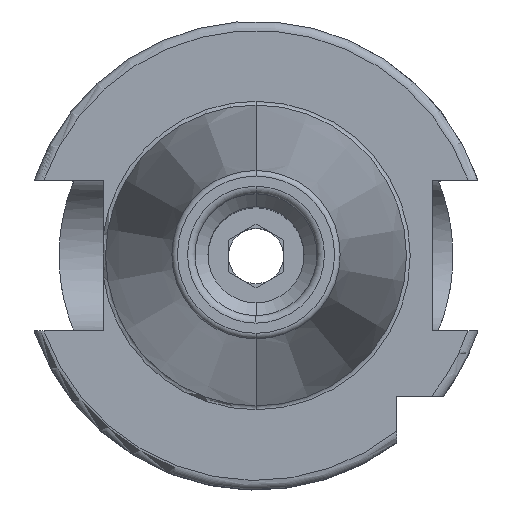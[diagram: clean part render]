
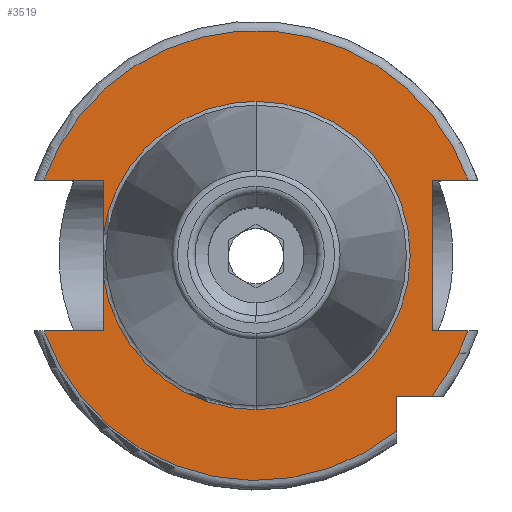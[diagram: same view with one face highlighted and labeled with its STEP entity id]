
A CAD part, top view. The second image highlights one B-rep face of the part: STEP entity #3519.
In plain terms, the highlighted planar face has unit normal (0, 0, 1).
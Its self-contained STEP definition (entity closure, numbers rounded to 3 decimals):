
#717=CARTESIAN_POINT('',(0,0,15.9));
#718=DIRECTION('',(0,0,-1));
#719=DIRECTION('',(0,1,0));
#720=AXIS2_PLACEMENT_3D('',#717,#718,#719);
#733=CARTESIAN_POINT('',(0,0,15.9));
#734=DIRECTION('',(0,0,1));
#735=DIRECTION('',(0,1,0));
#736=AXIS2_PLACEMENT_3D('',#733,#734,#735);
#748=CARTESIAN_POINT('',(0,0,15.9));
#749=DIRECTION('',(0,0,1));
#750=DIRECTION('',(-0.991,-0.135,0));
#751=AXIS2_PLACEMENT_3D('',#748,#749,#750);
#1283=CARTESIAN_POINT('',(0,0,15.9));
#1284=DIRECTION('',(0,0,1));
#1285=DIRECTION('',(0.942,0.335,0));
#1286=AXIS2_PLACEMENT_3D('',#1283,#1284,#1285);
#1334=CARTESIAN_POINT('',(0,0,15.9));
#1335=DIRECTION('',(0,0,1));
#1336=DIRECTION('',(-0.942,-0.335,0));
#1337=AXIS2_PLACEMENT_3D('',#1334,#1335,#1336);
#1350=DIRECTION('',(1,0,0));
#1351=VECTOR('',#1350,6.31);
#1352=CARTESIAN_POINT('',(-22.61,-8.05,15.9));
#1353=LINE('',#1352,#1351);
#1354=DIRECTION('',(0,1,0));
#1355=VECTOR('',#1354,5.834);
#1356=CARTESIAN_POINT('',(-16.3,-8.05,15.9));
#1357=LINE('',#1356,#1355);
#1358=DIRECTION('',(0,1,0));
#1359=VECTOR('',#1358,5.834);
#1360=CARTESIAN_POINT('',(-16.3,2.216,15.9));
#1361=LINE('',#1360,#1359);
#1362=DIRECTION('',(1,0,0));
#1363=VECTOR('',#1362,6.31);
#1364=CARTESIAN_POINT('',(-22.61,8.05,15.9));
#1365=LINE('',#1364,#1363);
#1366=DIRECTION('',(-1,0,0));
#1367=VECTOR('',#1366,3.81);
#1368=CARTESIAN_POINT('',(22.61,8.05,15.9));
#1369=LINE('',#1368,#1367);
#1370=DIRECTION('',(0,-1,0));
#1371=VECTOR('',#1370,16.1);
#1372=CARTESIAN_POINT('',(18.8,8.05,15.9));
#1373=LINE('',#1372,#1371);
#1374=DIRECTION('',(-1,0,0));
#1375=VECTOR('',#1374,3.81);
#1376=CARTESIAN_POINT('',(22.61,-8.05,15.9));
#1377=LINE('',#1376,#1375);
#1378=CARTESIAN_POINT('',(0,0,15.9));
#1379=DIRECTION('',(0,0,1));
#1380=DIRECTION('',(0.781,-0.625,0));
#1381=AXIS2_PLACEMENT_3D('',#1378,#1379,#1380);
#1383=DIRECTION('',(-1,0,0));
#1384=VECTOR('',#1383,3.735);
#1385=CARTESIAN_POINT('',(18.735,-15,15.9));
#1386=LINE('',#1385,#1384);
#1387=DIRECTION('',(0,1,0));
#1388=VECTOR('',#1387,3.735);
#1389=CARTESIAN_POINT('',(15,-18.735,15.9));
#1390=LINE('',#1389,#1388);
#1662=CARTESIAN_POINT('',(0,16.45,15.9));
#1664=VERTEX_POINT('',#1662);
#1684=CARTESIAN_POINT('',(0,-16.45,15.9));
#1686=VERTEX_POINT('',#1684);
#1774=CARTESIAN_POINT('',(-22.61,-8.05,15.9));
#1775=CARTESIAN_POINT('',(-16.3,-8.05,15.9));
#1776=VERTEX_POINT('',#1774);
#1777=VERTEX_POINT('',#1775);
#1778=CARTESIAN_POINT('',(-16.3,-2.216,15.9));
#1779=VERTEX_POINT('',#1778);
#1780=CARTESIAN_POINT('',(-16.3,2.216,15.9));
#1781=CARTESIAN_POINT('',(-16.3,8.05,15.9));
#1782=VERTEX_POINT('',#1780);
#1783=VERTEX_POINT('',#1781);
#1784=CARTESIAN_POINT('',(-22.61,8.05,15.9));
#1785=VERTEX_POINT('',#1784);
#1786=CARTESIAN_POINT('',(18.8,8.05,15.9));
#1787=CARTESIAN_POINT('',(18.8,-8.05,15.9));
#1788=VERTEX_POINT('',#1786);
#1789=VERTEX_POINT('',#1787);
#1790=CARTESIAN_POINT('',(22.61,-8.05,15.9));
#1791=VERTEX_POINT('',#1790);
#1792=CARTESIAN_POINT('',(22.61,8.05,15.9));
#1793=VERTEX_POINT('',#1792);
#1794=CARTESIAN_POINT('',(15,-18.735,15.9));
#1795=CARTESIAN_POINT('',(15,-15,15.9));
#1796=VERTEX_POINT('',#1794);
#1797=VERTEX_POINT('',#1795);
#1798=CARTESIAN_POINT('',(18.735,-15,15.9));
#1799=VERTEX_POINT('',#1798);
#3496=CARTESIAN_POINT('',(0,0,15.9));
#3497=DIRECTION('',(0,0,-1));
#3498=DIRECTION('',(0,-1,0));
#3499=AXIS2_PLACEMENT_3D('',#3496,#3497,#3498);
#3500=PLANE('',#3499);
#3501=ORIENTED_EDGE('',*,*,#2979,.T.);
#3502=ORIENTED_EDGE('',*,*,#2964,.T.);
#3503=ORIENTED_EDGE('',*,*,#2945,.T.);
#3504=ORIENTED_EDGE('',*,*,#2925,.F.);
#3505=ORIENTED_EDGE('',*,*,#2940,.T.);
#3506=ORIENTED_EDGE('',*,*,#2961,.T.);
#3507=ORIENTED_EDGE('',*,*,#3043,.F.);
#3508=ORIENTED_EDGE('',*,*,#3475,.F.);
#3509=ORIENTED_EDGE('',*,*,#2123,.T.);
#3511=ORIENTED_EDGE('',*,*,#3510,.T.);
#3512=ORIENTED_EDGE('',*,*,#3116,.F.);
#3513=ORIENTED_EDGE('',*,*,#3465,.F.);
#3514=ORIENTED_EDGE('',*,*,#3173,.T.);
#3515=ORIENTED_EDGE('',*,*,#3218,.F.);
#3516=ORIENTED_EDGE('',*,*,#3490,.F.);
#3517=EDGE_LOOP('',(#3501,#3502,#3503,#3504,#3505,#3506,#3507,#3508,#3509,#3511,
#3512,#3513,#3514,#3515,#3516));
#3518=FACE_OUTER_BOUND('',#3517,.F.);
#3519=ADVANCED_FACE('',(#3518),#3500,.F.);
#721=CIRCLE('',#720,16.45);
#737=CIRCLE('',#736,16.45);
#752=CIRCLE('',#751,16.45);
#1287=CIRCLE('',#1286,24);
#1338=CIRCLE('',#1337,24);
#1382=CIRCLE('',#1381,24);
#2123=EDGE_CURVE('',#1793,#1788,#1369,.T.);
#2925=EDGE_CURVE('',#1664,#1686,#721,.T.);
#2940=EDGE_CURVE('',#1664,#1782,#737,.T.);
#2945=EDGE_CURVE('',#1779,#1686,#752,.T.);
#2961=EDGE_CURVE('',#1782,#1783,#1361,.T.);
#2964=EDGE_CURVE('',#1777,#1779,#1357,.T.);
#2979=EDGE_CURVE('',#1776,#1777,#1353,.T.);
#3043=EDGE_CURVE('',#1785,#1783,#1365,.T.);
#3116=EDGE_CURVE('',#1791,#1789,#1377,.T.);
#3173=EDGE_CURVE('',#1799,#1797,#1386,.T.);
#3218=EDGE_CURVE('',#1796,#1797,#1390,.T.);
#3465=EDGE_CURVE('',#1799,#1791,#1382,.T.);
#3475=EDGE_CURVE('',#1793,#1785,#1287,.T.);
#3490=EDGE_CURVE('',#1776,#1796,#1338,.T.);
#3510=EDGE_CURVE('',#1788,#1789,#1373,.T.);
